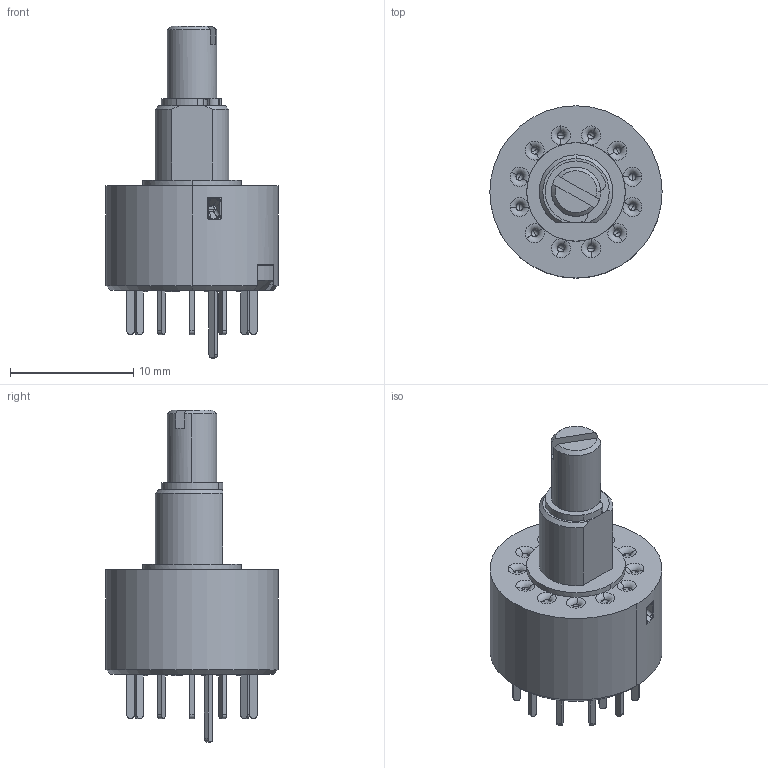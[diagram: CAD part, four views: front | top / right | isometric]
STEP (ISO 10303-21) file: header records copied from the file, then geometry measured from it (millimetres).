
FILE_DESCRIPTION (( 'STEP AP214' ), '1' );
FILE_NAME ('12ﾏ1ﾍ 22.step', '2024-10-16T03:44:24', ( '' ), ( '' ), 'SwSTEP 2.0', 'SolidWorks 2018', '' );
FILE_SCHEMA (( 'AUTOMOTIVE_DESIGN' ));
Length unit declared in the file: millimetre
Products named in the file (1): 12ﾏ1ﾍ 22
Bounding box: 14 x 14 x 26.98 mm (x, y, z)
Surface area: 1334.6 mm2 (no closed solid volume)
Topology: 0 solids, 20 shells, 324 faces, 1133 edges, 792 vertices
Faces by surface type: plane 139, cylinder 89, torus 39, sphere 24, cone 19, bspline 14
Entity records: 16552 total; most frequent: CARTESIAN_POINT 3424, DIRECTION 2035, ORIENTED_EDGE 1851, EDGE_CURVE 1129, VERTEX_POINT 792, AXIS2_PLACEMENT_3D 725, LINE 585, VECTOR 585
